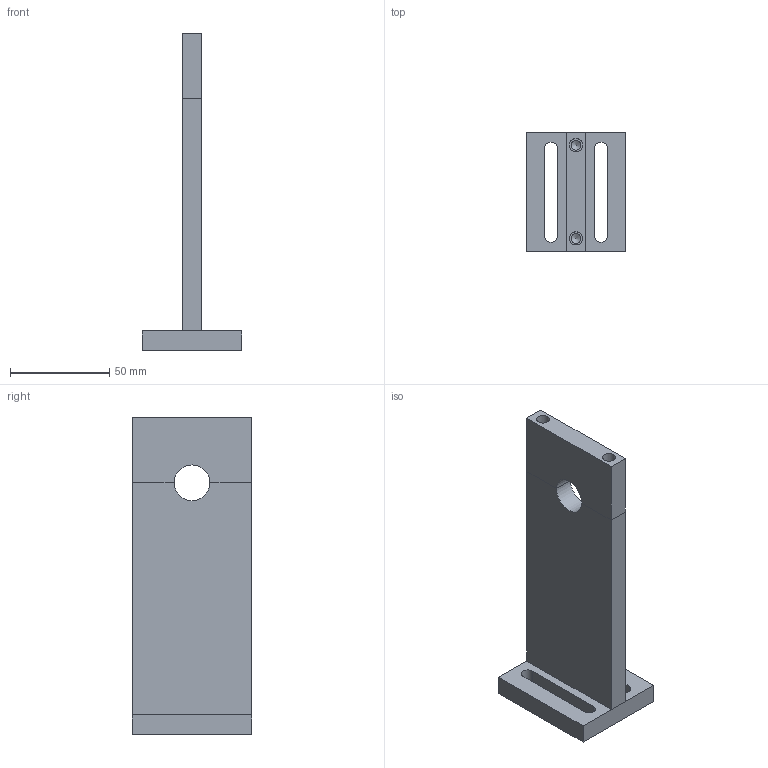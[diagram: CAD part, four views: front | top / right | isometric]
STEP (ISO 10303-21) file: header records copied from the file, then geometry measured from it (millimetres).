
FILE_DESCRIPTION(/* description */ (''),/* implementation_level */ '2;1');
FILE_NAME(/* name */ 'post.stp',/* time_stamp */ '2024-11-10T21:51:22+01:00',/* author */ ('Andreas Weber'),/* organization */ (''),/* preprocessor_version */ 'ST-DEVELOPER v19.2',/* originating_system */ 'Autodesk Inventor 2024',/* authorisation */ '');
FILE_SCHEMA (('AUTOMOTIVE_DESIGN { 1 0 10303 214 3 1 1 }'));
Length unit declared in the file: millimetre
Products named in the file (4): post; Fuß Steher; Steher oben Rohr; Steher oben Rohr_1
Assembly tree (3 placements, depth 2):
  post
    Fuß Steher
    Steher oben Rohr
    Steher oben Rohr_1
Bounding box: 50 x 60 x 160 mm (x, y, z)
Volume: 108067.2 mm3; surface area: 33933.2 mm2
Topology: 3 solids, 3 shells, 36 faces, 88 edges, 58 vertices
Faces by surface type: plane 24, cylinder 10, cone 2
Full cylindrical faces by diameter (mm): 4.917 x2, 6.6 x2
Entity records: 1207 total; most frequent: DIRECTION 192, CARTESIAN_POINT 187, ORIENTED_EDGE 172, EDGE_CURVE 86, LINE 66, VECTOR 66, AXIS2_PLACEMENT_3D 63, VERTEX_POINT 58
